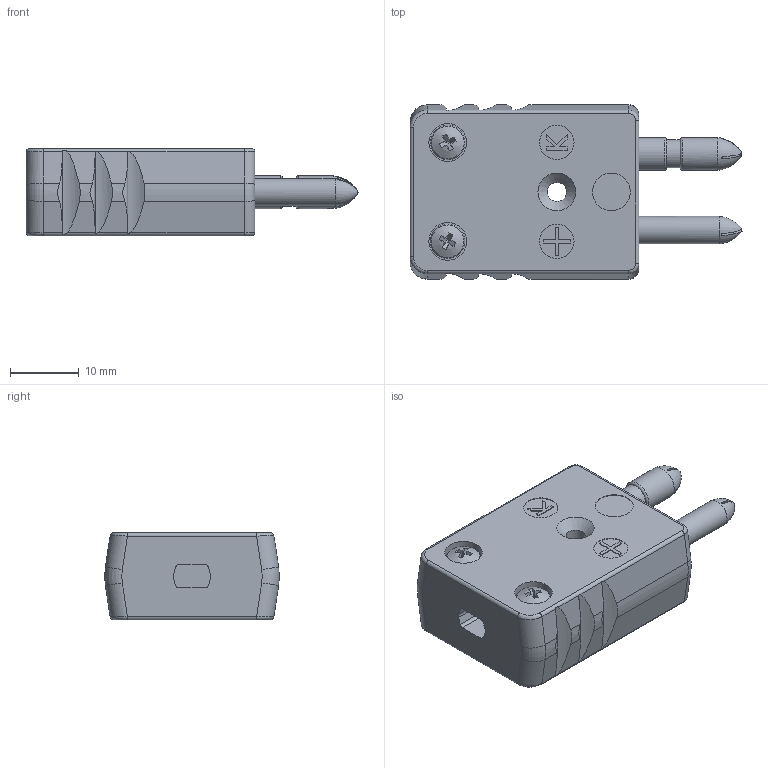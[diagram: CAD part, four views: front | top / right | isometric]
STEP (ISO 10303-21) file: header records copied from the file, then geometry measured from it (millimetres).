
FILE_DESCRIPTION (( 'STEP AP214' ), '1' );
FILE_NAME ('223-Brown-Standard HTP inline plug.STEP', '2025-12-15T08:33:24', ( '' ), ( '' ), 'SwSTEP 2.0', 'SolidWorks 2014', '' );
FILE_SCHEMA (( 'AUTOMOTIVE_DESIGN' ));
Length unit declared in the file: millimetre
Products named in the file (6): 223-Brown-Standard HTP inline plug; 137-M2-5 Phillips head Screw_10.7mm thread; 156-Round Neg Connector; 153-Standard HTP inline plug_Brown; 138-M2-5x0.45; 155-Round Pos Connector
Assembly tree (7 placements, depth 2):
  223-Brown-Standard HTP inline plug
    153-Standard HTP inline plug_Brown
    137-M2-5 Phillips head Screw_10.7mm thread  x2
    138-M2-5x0.45  x2
    155-Round Pos Connector
    156-Round Neg Connector
Bounding box: 48.34 x 25.4 x 12.77 mm (x, y, z)
Volume: 10277.1 mm3; surface area: 5130.8 mm2
Topology: 7 solids, 7 shells, 333 faces, 827 edges, 526 vertices
Faces by surface type: plane 150, cylinder 121, cone 32, bspline 22, torus 8
Full cylindrical faces by diameter (mm): 2.5 x46, 2.7 x2, 2.8 x1, 4 x1, 4.1 x1, 4.76 x2, 5 x4, 5.5 x3
Entity records: 15311 total; most frequent: CARTESIAN_POINT 9940, ORIENTED_EDGE 1102, DIRECTION 962, EDGE_CURVE 551, VERTEX_POINT 364, AXIS2_PLACEMENT_3D 340, EDGE_LOOP 285, VECTOR 282
